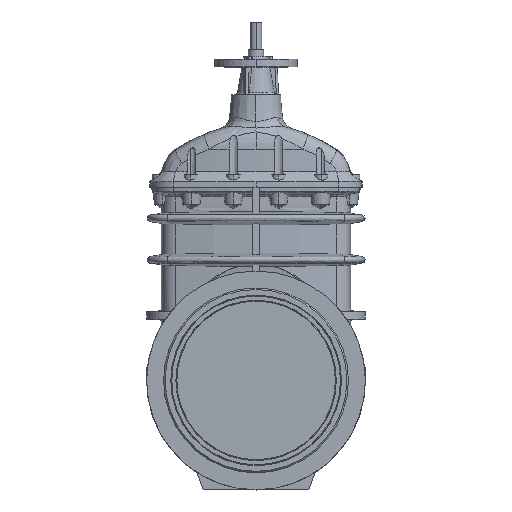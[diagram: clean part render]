
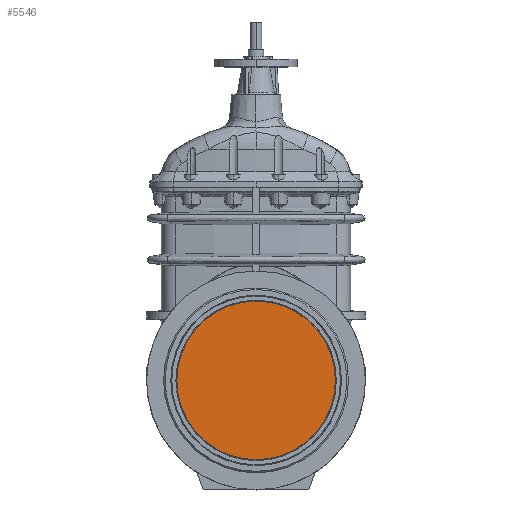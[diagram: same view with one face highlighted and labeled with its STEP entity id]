
A CAD part, top view. The second image highlights one B-rep face of the part: STEP entity #5546.
In plain terms, the highlighted planar face has unit normal (0, 0, 1).
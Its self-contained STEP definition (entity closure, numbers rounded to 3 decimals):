
#2278 = EDGE_CURVE ( 'NONE', #13893, #13934, #9467, .T. ) ;
#3540 = EDGE_CURVE ( 'NONE', #13934, #13893, #9593, .T. ) ;
#5546 = ADVANCED_FACE ( 'NONE', ( #23388 ), #10485, .F. ) ;
#9467 = CIRCLE ( 'NONE', #10452, 210.25 ) ;
#9593 = CIRCLE ( 'NONE', #10607, 210.25 ) ;
#10452 = AXIS2_PLACEMENT_3D ( 'NONE', #26783, #26784, #26785 ) ;
#10481 = CARTESIAN_POINT ( 'NONE',  ( 213.114, -212.773, 155. ) ) ;
#10485 = PLANE ( 'NONE',  #30081 ) ;
#10490 = DIRECTION ( 'NONE',  ( 0., 0., -1. ) ) ;
#10492 = DIRECTION ( 'NONE',  ( -1., 0., 0. ) ) ;
#10607 = AXIS2_PLACEMENT_3D ( 'NONE', #22793, #22795, #22797 ) ;
#12942 = ORIENTED_EDGE ( 'NONE', *, *, #2278, .F. ) ;
#12964 = ORIENTED_EDGE ( 'NONE', *, *, #3540, .F. ) ;
#13893 = VERTEX_POINT ( 'NONE', #30501 ) ;
#13934 = VERTEX_POINT ( 'NONE', #30542 ) ;
#14107 = EDGE_LOOP ( 'NONE', ( #12964, #12942 ) ) ;
#22793 = CARTESIAN_POINT ( 'NONE',  ( 0.341, 0., 155. ) ) ;
#22795 = DIRECTION ( 'NONE',  ( 0., 0., -1. ) ) ;
#22797 = DIRECTION ( 'NONE',  ( -1., 0., 0. ) ) ;
#23388 = FACE_OUTER_BOUND ( 'NONE', #14107, .T. ) ;
#26783 = CARTESIAN_POINT ( 'NONE',  ( 0.341, 0., 155. ) ) ;
#26784 = DIRECTION ( 'NONE',  ( 0., 0., -1. ) ) ;
#26785 = DIRECTION ( 'NONE',  ( -1., 0., 0. ) ) ;
#30081 = AXIS2_PLACEMENT_3D ( 'NONE', #10481, #10490, #10492 ) ;
#30501 = CARTESIAN_POINT ( 'NONE',  ( 210.591, 0., 155. ) ) ;
#30542 = CARTESIAN_POINT ( 'NONE',  ( -209.909, 0., 155. ) ) ;
